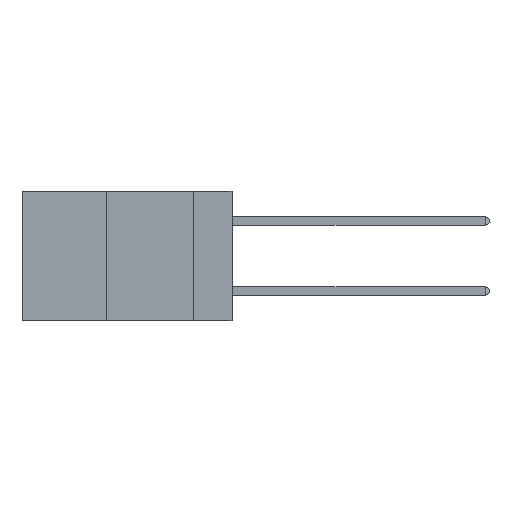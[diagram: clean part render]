
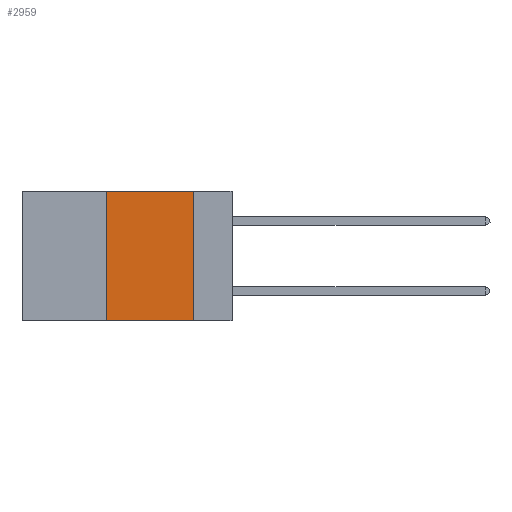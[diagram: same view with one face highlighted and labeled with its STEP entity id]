
A CAD part, left-side view. The second image highlights one B-rep face of the part: STEP entity #2959.
In plain terms, the highlighted planar face has unit normal (-1, 0, 0).
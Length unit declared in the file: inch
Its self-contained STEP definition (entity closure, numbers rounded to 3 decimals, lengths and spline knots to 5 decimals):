
#9 = VERTEX_POINT ( 'NONE', #12778 ) ;
#125 = CARTESIAN_POINT ( 'NONE',  ( 0., 0.36, -0.37 ) ) ;
#633 = VECTOR ( 'NONE', #11513, 39.37008 ) ;
#1386 = EDGE_CURVE ( 'NONE', #8257, #3362, #4312, .T. ) ;
#1411 = VECTOR ( 'NONE', #10430, 39.37008 ) ;
#2959 = ADVANCED_FACE ( 'NONE', ( #5488 ), #7172, .F. ) ;
#3258 = ORIENTED_EDGE ( 'NONE', *, *, #4013, .F. ) ;
#3362 = VERTEX_POINT ( 'NONE', #7607 ) ;
#3518 = LINE ( 'NONE', #5182, #633 ) ;
#3943 = VERTEX_POINT ( 'NONE', #12390 ) ;
#4013 = EDGE_CURVE ( 'NONE', #9, #3943, #4923, .T. ) ;
#4032 = DIRECTION ( 'NONE',  ( 0., 0., -1. ) ) ;
#4302 = ORIENTED_EDGE ( 'NONE', *, *, #7711, .F. ) ;
#4312 = LINE ( 'NONE', #10507, #1411 ) ;
#4923 = LINE ( 'NONE', #11481, #5275 ) ;
#5182 = CARTESIAN_POINT ( 'NONE',  ( 0., 0.11, 0. ) ) ;
#5275 = VECTOR ( 'NONE', #12474, 39.37008 ) ;
#5442 = EDGE_CURVE ( 'NONE', #3943, #3362, #3518, .T. ) ;
#5488 = FACE_OUTER_BOUND ( 'NONE', #7518, .T. ) ;
#6463 = VECTOR ( 'NONE', #10180, 39.37008 ) ;
#7172 = PLANE ( 'NONE',  #10559 ) ;
#7518 = EDGE_LOOP ( 'NONE', ( #9544, #3258, #4302, #13751 ) ) ;
#7607 = CARTESIAN_POINT ( 'NONE',  ( 0., 0.11, -0.37 ) ) ;
#7711 = EDGE_CURVE ( 'NONE', #8257, #9, #8825, .T. ) ;
#8257 = VERTEX_POINT ( 'NONE', #125 ) ;
#8458 = DIRECTION ( 'NONE',  ( 1., 0., 0. ) ) ;
#8798 = CARTESIAN_POINT ( 'NONE',  ( 0., 0.36, 0. ) ) ;
#8825 = LINE ( 'NONE', #8798, #6463 ) ;
#9544 = ORIENTED_EDGE ( 'NONE', *, *, #5442, .F. ) ;
#10180 = DIRECTION ( 'NONE',  ( 0., 0., 1. ) ) ;
#10430 = DIRECTION ( 'NONE',  ( 0., -1., 0. ) ) ;
#10507 = CARTESIAN_POINT ( 'NONE',  ( 0., 0.6, -0.37 ) ) ;
#10559 = AXIS2_PLACEMENT_3D ( 'NONE', #12684, #8458, #4032 ) ;
#11481 = CARTESIAN_POINT ( 'NONE',  ( 0., 0.6, 0. ) ) ;
#11513 = DIRECTION ( 'NONE',  ( 0., 0., -1. ) ) ;
#12390 = CARTESIAN_POINT ( 'NONE',  ( 0., 0.11, 0. ) ) ;
#12474 = DIRECTION ( 'NONE',  ( 0., -1., 0. ) ) ;
#12684 = CARTESIAN_POINT ( 'NONE',  ( 0., 0.6, 0. ) ) ;
#12778 = CARTESIAN_POINT ( 'NONE',  ( 0., 0.36, 0. ) ) ;
#13751 = ORIENTED_EDGE ( 'NONE', *, *, #1386, .T. ) ;
